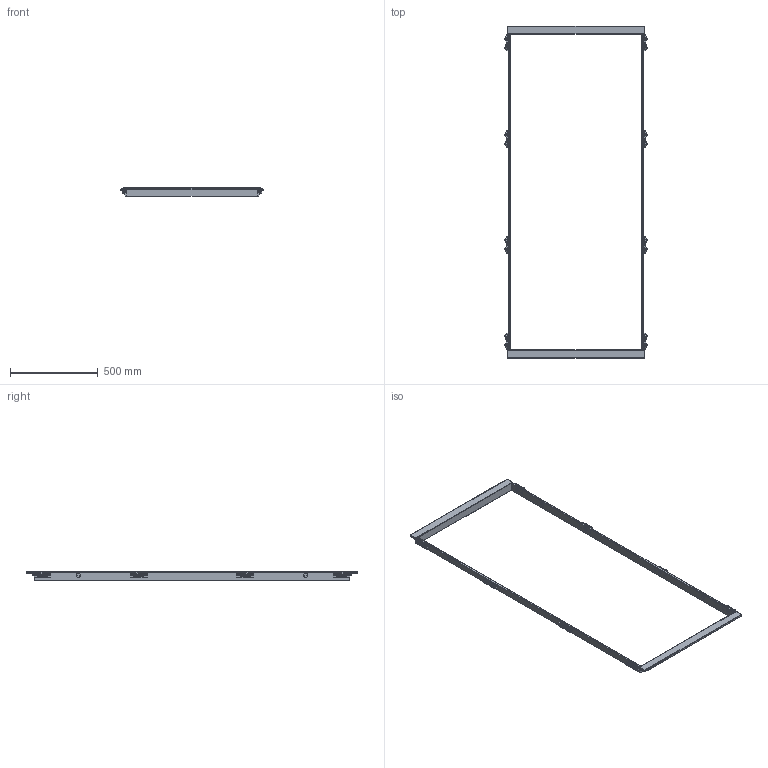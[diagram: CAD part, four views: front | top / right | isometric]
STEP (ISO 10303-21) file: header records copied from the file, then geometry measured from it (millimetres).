
FILE_DESCRIPTION(('STEP AP214'),'1');
FILE_NAME('cctmp_4FA1FEB3-E5B5-4A06-A5E4-D84BE5ED04D1_2024_05_06_11_41_31_0311..stp','2024-05-06T09:41:32',('SIEMENS A&D'),('CADClick - www.CADClick.com'),'Spatial InterOp 3D',' ','unknown authorization');
FILE_SCHEMA(('AUTOMOTIVE_DESIGN'));
Length unit declared in the file: millimetre
Products named in the file (41): cc_unnamed; 2024_05_06_11_41_31_0264; 2024_05_06_11_41_31_0233; 2024_05_06_11_41_31_0202; 2024_05_06_11_41_31_0171; 2024_05_06_11_41_31_0139; 2024_05_06_11_41_31_0077; 2024_05_06_11_41_31_0046; 2024_05_06_11_41_31_0014; 2024_05_06_11_41_30_0952; 2024_05_06_11_41_30_0921; 2024_05_06_11_41_30_0889; 2024_05_06_11_41_30_0858; 2024_05_06_11_41_30_0796; 2024_05_06_11_41_30_0764; 2024_05_06_11_41_30_0733; 2024_05_06_11_41_30_0702; 2024_05_06_11_41_30_0639; 2024_05_06_11_41_30_0608; 2024_05_06_11_41_30_0577; 2024_05_06_11_41_30_0546; 2024_05_06_11_41_30_0469; 2024_05_06_11_41_30_0438; 2024_05_06_11_41_30_0406; 2024_05_06_11_41_30_0375; 2024_05_06_11_41_30_0313; 2024_05_06_11_41_30_0281; 2024_05_06_11_41_30_0250; 2024_05_06_11_41_30_0219; 2024_05_06_11_41_30_0156; 2024_05_06_11_41_30_0125; 2024_05_06_11_41_30_0094; 2024_05_06_11_41_30_0063; 2024_05_06_11_41_30_0000; 2024_05_06_11_41_29_0969; 2024_05_06_11_41_29_0938; 2024_05_06_11_41_29_0906; 2024_05_06_11_41_29_0844; 2024_05_06_11_41_29_0813; 2024_05_06_11_41_29_0781 ...
Assembly tree (40 placements, depth 2):
  cc_unnamed
    2024_05_06_11_41_31_0264
    2024_05_06_11_41_31_0233
    2024_05_06_11_41_31_0202
    2024_05_06_11_41_31_0171
    2024_05_06_11_41_31_0139
    2024_05_06_11_41_31_0077
    2024_05_06_11_41_31_0046
    2024_05_06_11_41_31_0014
    2024_05_06_11_41_30_0952
    2024_05_06_11_41_30_0921
    2024_05_06_11_41_30_0889
    2024_05_06_11_41_30_0858
    2024_05_06_11_41_30_0796
    2024_05_06_11_41_30_0764
    2024_05_06_11_41_30_0733
    2024_05_06_11_41_30_0702
    2024_05_06_11_41_30_0639
    2024_05_06_11_41_30_0608
    2024_05_06_11_41_30_0577
    2024_05_06_11_41_30_0546
    2024_05_06_11_41_30_0469
    2024_05_06_11_41_30_0438
    2024_05_06_11_41_30_0406
    2024_05_06_11_41_30_0375
    2024_05_06_11_41_30_0313
    2024_05_06_11_41_30_0281
    2024_05_06_11_41_30_0250
    2024_05_06_11_41_30_0219
    2024_05_06_11_41_30_0156
    2024_05_06_11_41_30_0125
    2024_05_06_11_41_30_0094
    2024_05_06_11_41_30_0063
    2024_05_06_11_41_30_0000
    2024_05_06_11_41_29_0969
    2024_05_06_11_41_29_0938
    2024_05_06_11_41_29_0906
    2024_05_06_11_41_29_0844
    2024_05_06_11_41_29_0813
    2024_05_06_11_41_29_0781
    2024_05_06_11_41_29_0750
Bounding box: 817 x 1897 x 48 mm (x, y, z)
Volume: 725405.4 mm3; surface area: 866477 mm2
Topology: 40 solids, 40 shells, 2220 faces, 5788 edges, 3768 vertices
Faces by surface type: plane 1088, cylinder 956, cone 176
Entity records: 91566 total; most frequent: CARTESIAN_POINT 16025, DIRECTION 12286, ORIENTED_EDGE 11576, EDGE_CURVE 5788, AXIS2_PLACEMENT_3D 4445, VERTEX_POINT 3768, LINE 3396, VECTOR 3396
